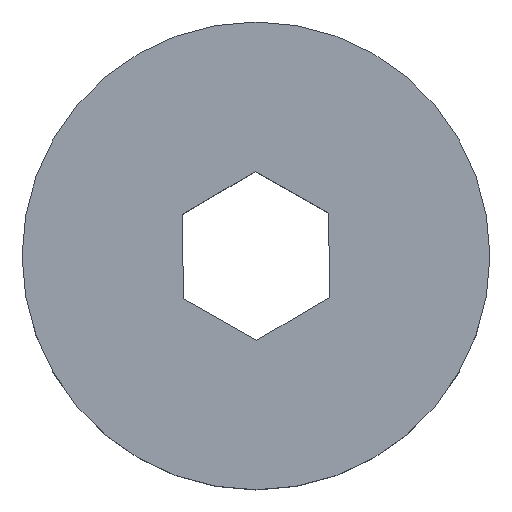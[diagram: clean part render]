
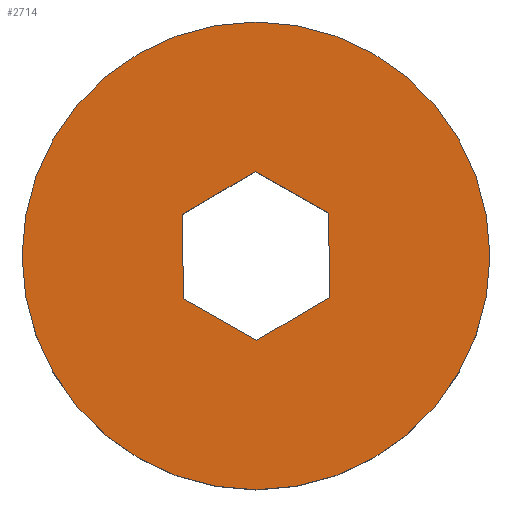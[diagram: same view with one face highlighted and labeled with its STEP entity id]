
A CAD part, top view. The second image highlights one B-rep face of the part: STEP entity #2714.
In plain terms, the highlighted planar face has unit normal (0, 0, 1).
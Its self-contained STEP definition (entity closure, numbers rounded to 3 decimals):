
#224 = DIRECTION ( 'NONE',  ( -0.862, -0.508, 0. ) ) ;
#492 = EDGE_CURVE ( 'NONE', #2537, #8648, #9232, .T. ) ;
#494 = DIRECTION ( 'NONE',  ( 0., 0., 1. ) ) ;
#646 = EDGE_CURVE ( 'NONE', #9207, #1798, #2249, .T. ) ;
#993 = CARTESIAN_POINT ( 'NONE',  ( 7.461, 4.397, 12. ) ) ;
#1039 = ORIENTED_EDGE ( 'NONE', *, *, #1698, .F. ) ;
#1120 = DIRECTION ( 'NONE',  ( 0.862, 0.508, 0. ) ) ;
#1279 = CARTESIAN_POINT ( 'NONE',  ( 0., 0., 12. ) ) ;
#1280 = DIRECTION ( 'NONE',  ( 1., 0., 0. ) ) ;
#1308 = EDGE_CURVE ( 'NONE', #5467, #3417, #4743, .T. ) ;
#1466 = DIRECTION ( 'NONE',  ( 0.87, -0.492, 0. ) ) ;
#1612 = FACE_OUTER_BOUND ( 'NONE', #7759, .T. ) ;
#1683 = EDGE_CURVE ( 'NONE', #2536, #9207, #7825, .T. ) ;
#1698 = EDGE_CURVE ( 'NONE', #1798, #2537, #5544, .T. ) ;
#1798 = VERTEX_POINT ( 'NONE', #8647 ) ;
#1838 = CARTESIAN_POINT ( 'NONE',  ( 7.461, 4.397, 12. ) ) ;
#1947 = DIRECTION ( 'NONE',  ( 0., 0., 1. ) ) ;
#2004 = DIRECTION ( 'NONE',  ( 1., 0., 0. ) ) ;
#2195 = ORIENTED_EDGE ( 'NONE', *, *, #7332, .T. ) ;
#2249 = LINE ( 'NONE', #2866, #5185 ) ;
#2536 = VERTEX_POINT ( 'NONE', #3912 ) ;
#2537 = VERTEX_POINT ( 'NONE', #6887 ) ;
#2627 = CARTESIAN_POINT ( 'NONE',  ( 7.538, -4.263, 12. ) ) ;
#2714 = ADVANCED_FACE ( 'NONE', ( #2883, #1612 ), #3703, .T. ) ;
#2866 = CARTESIAN_POINT ( 'NONE',  ( -7.461, -4.397, 12. ) ) ;
#2883 = FACE_BOUND ( 'NONE', #4066, .T. ) ;
#3048 = AXIS2_PLACEMENT_3D ( 'NONE', #6334, #494, #1280 ) ;
#3347 = AXIS2_PLACEMENT_3D ( 'NONE', #1279, #1947, #2004 ) ;
#3417 = VERTEX_POINT ( 'NONE', #4413 ) ;
#3703 = PLANE ( 'NONE',  #8327 ) ;
#3755 = CARTESIAN_POINT ( 'NONE',  ( 0., 0., 12. ) ) ;
#3853 = CARTESIAN_POINT ( 'NONE',  ( -0.077, 8.66, 12. ) ) ;
#3912 = CARTESIAN_POINT ( 'NONE',  ( -7.538, 4.263, 12. ) ) ;
#4066 = EDGE_LOOP ( 'NONE', ( #9361, #9312, #9584, #9412, #6509, #1039 ) ) ;
#4081 = DIRECTION ( 'NONE',  ( 0.009, -1., 0. ) ) ;
#4191 = LINE ( 'NONE', #7167, #8075 ) ;
#4238 = VECTOR ( 'NONE', #4815, 1000. ) ;
#4413 = CARTESIAN_POINT ( 'NONE',  ( -24., 0., 12. ) ) ;
#4743 = CIRCLE ( 'NONE', #3347, 24. ) ;
#4815 = DIRECTION ( 'NONE',  ( -0.009, 1., 0. ) ) ;
#5132 = CARTESIAN_POINT ( 'NONE',  ( 24., 0., 12. ) ) ;
#5185 = VECTOR ( 'NONE', #1466, 1000. ) ;
#5352 = CARTESIAN_POINT ( 'NONE',  ( -0.077, 8.66, 12. ) ) ;
#5467 = VERTEX_POINT ( 'NONE', #5132 ) ;
#5544 = LINE ( 'NONE', #2627, #7115 ) ;
#5556 = VERTEX_POINT ( 'NONE', #5352 ) ;
#6040 = CARTESIAN_POINT ( 'NONE',  ( -7.461, -4.397, 12. ) ) ;
#6334 = CARTESIAN_POINT ( 'NONE',  ( 0., 0., 12. ) ) ;
#6509 = ORIENTED_EDGE ( 'NONE', *, *, #492, .F. ) ;
#6622 = CIRCLE ( 'NONE', #3048, 24. ) ;
#6750 = EDGE_CURVE ( 'NONE', #8648, #5556, #8193, .T. ) ;
#6830 = DIRECTION ( 'NONE',  ( -0.87, 0.492, 0. ) ) ;
#6887 = CARTESIAN_POINT ( 'NONE',  ( 7.538, -4.263, 12. ) ) ;
#7008 = ORIENTED_EDGE ( 'NONE', *, *, #1308, .T. ) ;
#7115 = VECTOR ( 'NONE', #1120, 1000. ) ;
#7167 = CARTESIAN_POINT ( 'NONE',  ( -7.538, 4.263, 12. ) ) ;
#7332 = EDGE_CURVE ( 'NONE', #3417, #5467, #6622, .T. ) ;
#7360 = DIRECTION ( 'NONE',  ( 0., 0., 1. ) ) ;
#7403 = VECTOR ( 'NONE', #6830, 1000. ) ;
#7410 = DIRECTION ( 'NONE',  ( 1., 0., 0. ) ) ;
#7759 = EDGE_LOOP ( 'NONE', ( #2195, #7008 ) ) ;
#7825 = LINE ( 'NONE', #8599, #9441 ) ;
#8075 = VECTOR ( 'NONE', #224, 1000. ) ;
#8193 = LINE ( 'NONE', #3853, #7403 ) ;
#8327 = AXIS2_PLACEMENT_3D ( 'NONE', #3755, #7360, #7410 ) ;
#8599 = CARTESIAN_POINT ( 'NONE',  ( -7.461, -4.397, 12. ) ) ;
#8647 = CARTESIAN_POINT ( 'NONE',  ( 0.077, -8.66, 12. ) ) ;
#8648 = VERTEX_POINT ( 'NONE', #993 ) ;
#9200 = EDGE_CURVE ( 'NONE', #5556, #2536, #4191, .T. ) ;
#9207 = VERTEX_POINT ( 'NONE', #6040 ) ;
#9232 = LINE ( 'NONE', #1838, #4238 ) ;
#9312 = ORIENTED_EDGE ( 'NONE', *, *, #1683, .F. ) ;
#9361 = ORIENTED_EDGE ( 'NONE', *, *, #646, .F. ) ;
#9412 = ORIENTED_EDGE ( 'NONE', *, *, #6750, .F. ) ;
#9441 = VECTOR ( 'NONE', #4081, 1000. ) ;
#9584 = ORIENTED_EDGE ( 'NONE', *, *, #9200, .F. ) ;
